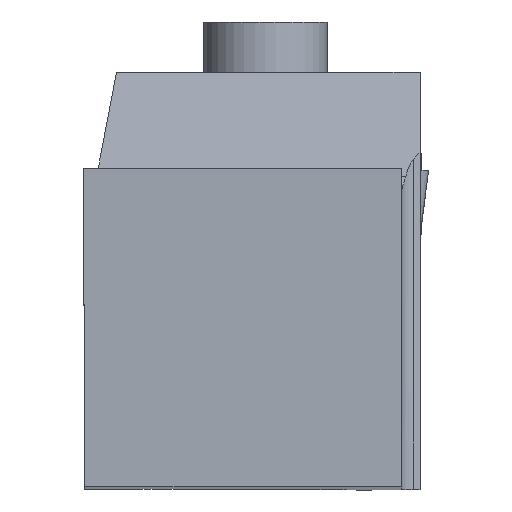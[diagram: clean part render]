
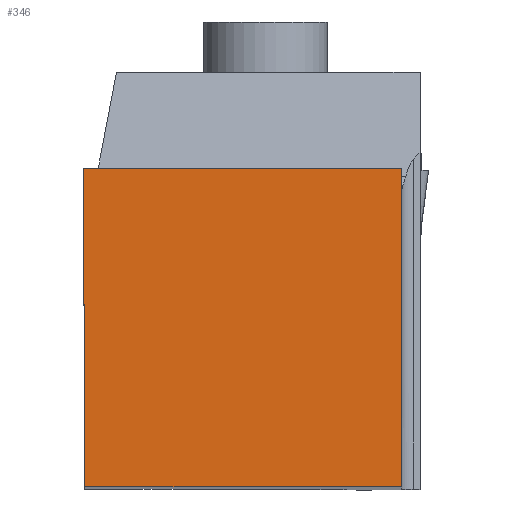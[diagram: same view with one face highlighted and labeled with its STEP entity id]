
A CAD part, top view. The second image highlights one B-rep face of the part: STEP entity #346.
In plain terms, the highlighted planar face has unit normal (0, 0, 1).
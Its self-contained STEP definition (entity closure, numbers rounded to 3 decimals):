
#248=FACE_OUTER_BOUND('',#932,.T.);
#346=ADVANCED_FACE('CU_BACK_SU1',(#248),#447,.F.);
#447=PLANE('',#2190);
#514=LINE('',#2761,#711);
#551=LINE('',#2834,#748);
#556=LINE('',#2857,#753);
#557=LINE('',#2858,#754);
#711=VECTOR('',#2316,1.);
#748=VECTOR('',#2365,1.);
#753=VECTOR('',#2378,1.);
#754=VECTOR('',#2379,1.);
#932=EDGE_LOOP('',(#1108,#1109,#1110,#1111));
#1108=ORIENTED_EDGE('',*,*,#1829,.T.);
#1109=ORIENTED_EDGE('',*,*,#1874,.T.);
#1110=ORIENTED_EDGE('',*,*,#1867,.T.);
#1111=ORIENTED_EDGE('',*,*,#1875,.F.);
#1629=VERTEX_POINT('',#2760);
#1630=VERTEX_POINT('',#2762);
#1659=VERTEX_POINT('',#2833);
#1660=VERTEX_POINT('',#2835);
#1829=EDGE_CURVE('',#1630,#1629,#514,.T.);
#1867=EDGE_CURVE('',#1660,#1659,#551,.T.);
#1874=EDGE_CURVE('',#1629,#1660,#556,.T.);
#1875=EDGE_CURVE('',#1630,#1659,#557,.T.);
#2190=AXIS2_PLACEMENT_3D('',#2859,#2380,#2381);
#2316=DIRECTION('',(1.,0.,0.));
#2365=DIRECTION('',(-1.,0.,0.));
#2378=DIRECTION('',(0.,1.,0.));
#2379=DIRECTION('',(-0.004,1.,0.));
#2380=DIRECTION('',(0.,0.,-1.));
#2381=DIRECTION('',(0.,-1.,0.));
#2760=CARTESIAN_POINT('',(31.623,0.,0.));
#2761=CARTESIAN_POINT('',(58.138,0.,0.));
#2762=CARTESIAN_POINT('',(0.138,0.,0.));
#2833=CARTESIAN_POINT('',(0.,31.623,0.));
#2834=CARTESIAN_POINT('',(58.138,31.623,0.));
#2835=CARTESIAN_POINT('',(31.623,31.623,0.));
#2857=CARTESIAN_POINT('',(31.623,51.623,0.));
#2858=CARTESIAN_POINT('',(-0.086,51.369,0.));
#2859=CARTESIAN_POINT('',(58.138,51.623,0.));
